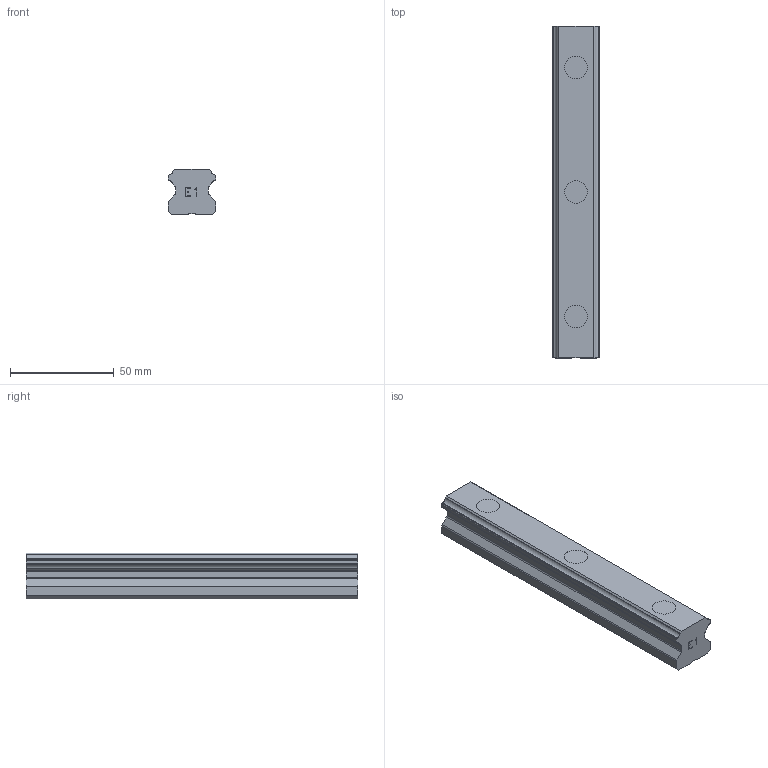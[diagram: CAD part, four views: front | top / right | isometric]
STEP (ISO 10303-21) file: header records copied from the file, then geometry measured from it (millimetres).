
FILE_DESCRIPTION(('STEP AP214'),'1');
FILE_NAME('cctmp_3D0F0F48-22BA-4D4E-B5A8-FCB227542174_2020_5_28_10_34_0_313..stp','2020-05-28T08:34:00',('HIWIN GmbH'),('CADClick - www.CADClick.com'),'Spatial InterOp 3D',' ','unknown authorization');
FILE_SCHEMA(('AUTOMOTIVE_DESIGN'));
Length unit declared in the file: millimetre
Products named in the file (1): HGR25R160H_FILE
Bounding box: 23 x 160 x 22 mm (x, y, z)
Volume: 66098.6 mm3; surface area: 17486.7 mm2
Topology: 1 solids, 1 shells, 147 faces, 405 edges, 270 vertices
Faces by surface type: plane 107, cylinder 40
Entity records: 5883 total; most frequent: CARTESIAN_POINT 823, ORIENTED_EDGE 810, DIRECTION 805, EDGE_CURVE 405, LINE 301, VECTOR 301, VERTEX_POINT 270, AXIS2_PLACEMENT_3D 252
